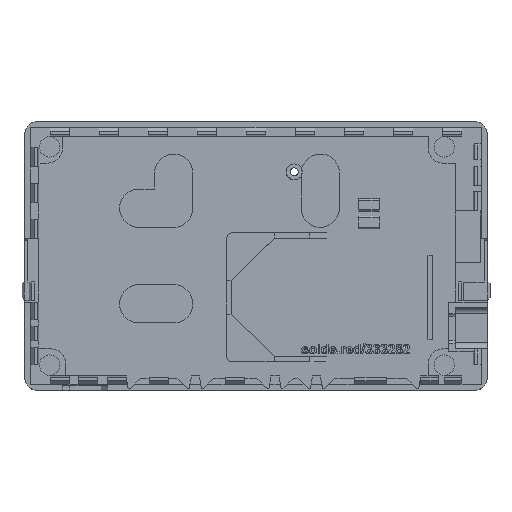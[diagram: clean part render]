
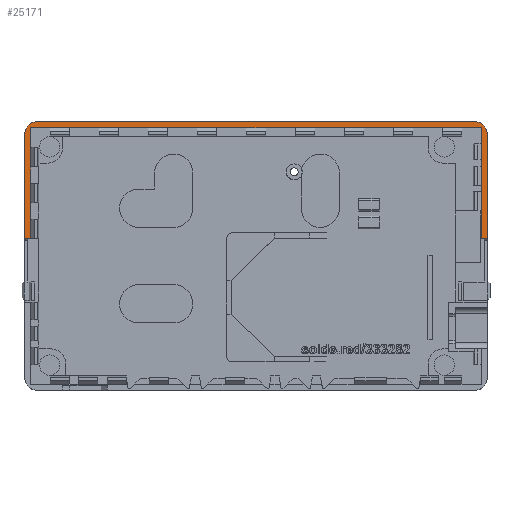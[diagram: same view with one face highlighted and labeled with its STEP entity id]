
A CAD part, top view. The second image highlights one B-rep face of the part: STEP entity #25171.
In plain terms, the highlighted planar face has unit normal (0, 0, 1).
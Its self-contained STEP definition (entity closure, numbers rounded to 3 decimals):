
#1071=CIRCLE('',#26136,4.);
#1072=CIRCLE('',#26137,4.);
#2581=FACE_OUTER_BOUND('',#3981,.T.);
#3981=EDGE_LOOP('',(#21283,#21284,#21285,#21286,#21287,#21288,#21289,#21290,
#21291,#21292,#21293,#21294));
#6281=LINE('',#43947,#8984);
#6284=LINE('',#43952,#8987);
#6286=LINE('',#43956,#8989);
#6298=LINE('',#43977,#9001);
#6303=LINE('',#43987,#9006);
#6304=LINE('',#43989,#9007);
#6305=LINE('',#43991,#9008);
#6306=LINE('',#43995,#9009);
#6307=LINE('',#43999,#9010);
#6308=LINE('',#44000,#9011);
#8984=VECTOR('',#29565,10.);
#8987=VECTOR('',#29570,10.);
#8989=VECTOR('',#29574,10.);
#9001=VECTOR('',#29594,10.);
#9006=VECTOR('',#29601,10.);
#9007=VECTOR('',#29602,10.);
#9008=VECTOR('',#29603,10.);
#9009=VECTOR('',#29606,10.);
#9010=VECTOR('',#29609,10.);
#9011=VECTOR('',#29610,10.);
#11740=VERTEX_POINT('',#43945);
#11741=VERTEX_POINT('',#43946);
#11742=VERTEX_POINT('',#43951);
#11743=VERTEX_POINT('',#43955);
#11748=VERTEX_POINT('',#43976);
#11752=VERTEX_POINT('',#43986);
#11753=VERTEX_POINT('',#43988);
#11754=VERTEX_POINT('',#43990);
#11755=VERTEX_POINT('',#43992);
#11756=VERTEX_POINT('',#43994);
#11757=VERTEX_POINT('',#43996);
#11758=VERTEX_POINT('',#43998);
#15112=EDGE_CURVE('',#11740,#11741,#6281,.T.);
#15115=EDGE_CURVE('',#11742,#11740,#6284,.T.);
#15117=EDGE_CURVE('',#11743,#11742,#6286,.T.);
#15129=EDGE_CURVE('',#11748,#11743,#6298,.T.);
#15134=EDGE_CURVE('',#11741,#11752,#6303,.T.);
#15135=EDGE_CURVE('',#11752,#11753,#6304,.T.);
#15136=EDGE_CURVE('',#11753,#11754,#6305,.T.);
#15137=EDGE_CURVE('',#11754,#11755,#1071,.T.);
#15138=EDGE_CURVE('',#11755,#11756,#6306,.T.);
#15139=EDGE_CURVE('',#11756,#11757,#1072,.T.);
#15140=EDGE_CURVE('',#11757,#11758,#6307,.T.);
#15141=EDGE_CURVE('',#11758,#11748,#6308,.T.);
#21283=ORIENTED_EDGE('',*,*,#15117,.T.);
#21284=ORIENTED_EDGE('',*,*,#15115,.T.);
#21285=ORIENTED_EDGE('',*,*,#15112,.T.);
#21286=ORIENTED_EDGE('',*,*,#15134,.T.);
#21287=ORIENTED_EDGE('',*,*,#15135,.T.);
#21288=ORIENTED_EDGE('',*,*,#15136,.T.);
#21289=ORIENTED_EDGE('',*,*,#15137,.T.);
#21290=ORIENTED_EDGE('',*,*,#15138,.T.);
#21291=ORIENTED_EDGE('',*,*,#15139,.T.);
#21292=ORIENTED_EDGE('',*,*,#15140,.T.);
#21293=ORIENTED_EDGE('',*,*,#15141,.T.);
#21294=ORIENTED_EDGE('',*,*,#15129,.T.);
#23872=PLANE('',#26135);
#25171=ADVANCED_FACE('',(#2581),#23872,.T.);
#26135=AXIS2_PLACEMENT_3D('',#43985,#29599,#29600);
#26136=AXIS2_PLACEMENT_3D('',#43993,#29604,#29605);
#26137=AXIS2_PLACEMENT_3D('',#43997,#29607,#29608);
#29565=DIRECTION('',(0.,-1.,0.));
#29570=DIRECTION('',(1.,0.,0.));
#29574=DIRECTION('',(0.,1.,0.));
#29594=DIRECTION('',(1.,0.,0.));
#29599=DIRECTION('center_axis',(0.,0.,1.));
#29600=DIRECTION('ref_axis',(1.,0.,0.));
#29601=DIRECTION('',(1.,0.,0.));
#29602=DIRECTION('',(1.,0.,0.));
#29603=DIRECTION('',(0.,1.,0.));
#29604=DIRECTION('center_axis',(0.,0.,1.));
#29605=DIRECTION('ref_axis',(1.,0.,0.));
#29606=DIRECTION('',(-1.,0.,0.));
#29607=DIRECTION('center_axis',(0.,0.,1.));
#29608=DIRECTION('ref_axis',(0.,1.,0.));
#29609=DIRECTION('',(0.,-1.,0.));
#29610=DIRECTION('',(1.,0.,0.));
#43945=CARTESIAN_POINT('',(73.495,40.215,8.5));
#43946=CARTESIAN_POINT('',(73.495,5.535,8.5));
#43947=CARTESIAN_POINT('',(73.495,20.108,8.5));
#43951=CARTESIAN_POINT('',(-67.845,40.215,8.5));
#43952=CARTESIAN_POINT('',(-32.51,40.215,8.5));
#43955=CARTESIAN_POINT('',(-67.845,5.535,8.5));
#43956=CARTESIAN_POINT('',(-67.845,2.768,8.5));
#43976=CARTESIAN_POINT('',(-68.795,5.535,8.5));
#43977=CARTESIAN_POINT('',(-33.485,5.535,8.5));
#43985=CARTESIAN_POINT('Origin',(2.825,0.,
8.5));
#43986=CARTESIAN_POINT('',(74.445,5.535,8.5));
#43987=CARTESIAN_POINT('',(38.06,5.535,8.5));
#43988=CARTESIAN_POINT('',(75.445,5.535,8.5));
#43989=CARTESIAN_POINT('',(38.06,5.535,8.5));
#43990=CARTESIAN_POINT('',(75.445,38.115,8.5));
#43991=CARTESIAN_POINT('',(75.445,-38.115,8.5));
#43992=CARTESIAN_POINT('',(71.445,42.115,8.5));
#43993=CARTESIAN_POINT('Origin',(71.445,38.115,8.5));
#43994=CARTESIAN_POINT('',(-65.795,42.115,8.5));
#43995=CARTESIAN_POINT('',(71.445,42.115,8.5));
#43996=CARTESIAN_POINT('',(-69.795,38.115,8.5));
#43997=CARTESIAN_POINT('Origin',(-65.795,38.115,8.5));
#43998=CARTESIAN_POINT('',(-69.795,5.535,8.5));
#43999=CARTESIAN_POINT('',(-69.795,38.115,8.5));
#44000=CARTESIAN_POINT('',(-33.485,5.535,8.5));
